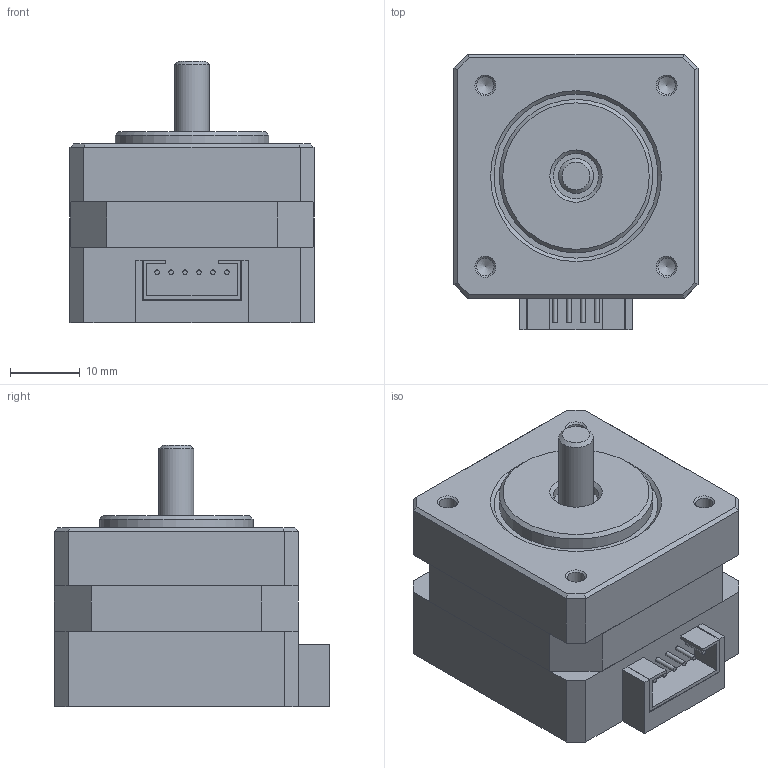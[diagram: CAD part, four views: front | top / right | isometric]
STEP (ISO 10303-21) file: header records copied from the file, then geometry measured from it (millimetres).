
FILE_DESCRIPTION(/* description */ ('STEP AP242','CAx-IF Rec.Pracs.---Representation and Presentation of Product Manufacturing Information (PMI)---4.0---2014-10-13','CAx-IF Rec.Pracs.---3D Tessellated Geometry---0.4---2014-09-14','2;1'),/* implementation_level */ '2;1');
FILE_NAME(/* name */ '6223a8559d055f32cb65625e',/* time_stamp */ '2022-03-05T18:13:42+00:00',/* author */ (''),/* organization */ (''),/* preprocessor_version */ 'ST-DEVELOPER v18.101',/* originating_system */ ' ',/* authorisation */ ' ');
FILE_SCHEMA (('AP242_MANAGED_MODEL_BASED_3D_ENGINEERING_MIM_LF { 1 0 10303 442 1 1 4 }'));
Length unit declared in the file: metre
Products named in the file (1): MINEBEA 05701202
Bounding box: 35 x 39.5 x 37.5 mm (x, y, z)
Volume: 31785 mm3; surface area: 7437.4 mm2
Topology: 1 solids, 1 shells, 178 faces, 424 edges, 273 vertices
Faces by surface type: plane 139, cylinder 23, cone 12, torus 4
Full cylindrical faces by diameter (mm): 0.65 x6, 2.5 x4, 5 x2, 5.5 x4, 5.75 x4, 6.5 x2, 22 x1
Entity records: 5041 total; most frequent: CARTESIAN_POINT 813, DIRECTION 788, ORIENTED_EDGE 742, EDGE_CURVE 371, LINE 312, VECTOR 312, VERTEX_POINT 263, FACE_BOUND 246
